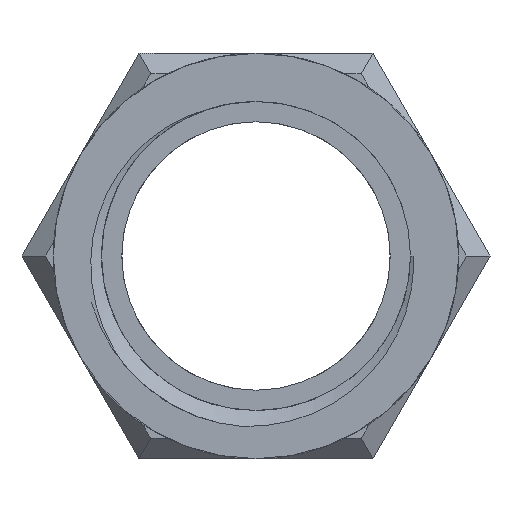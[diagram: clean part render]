
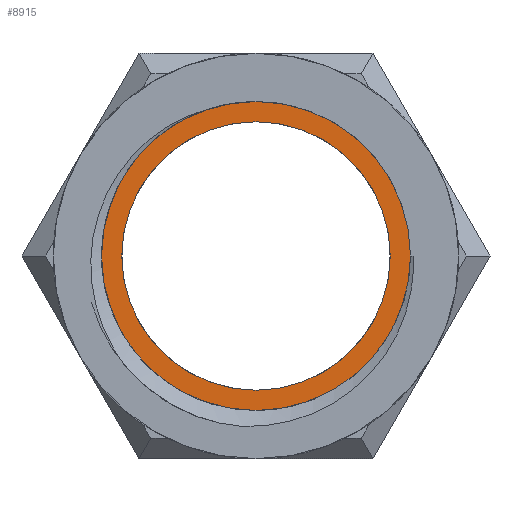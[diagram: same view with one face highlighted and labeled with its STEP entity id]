
A CAD part, front view. The second image highlights one B-rep face of the part: STEP entity #8915.
In plain terms, the highlighted planar face has unit normal (0, -1, 0).
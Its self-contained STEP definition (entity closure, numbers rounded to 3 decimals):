
#10 = EDGE_LOOP ( 'NONE', ( #3926, #4284 ) ) ;
#154 = CARTESIAN_POINT ( 'NONE',  ( 0., 33., -13.25 ) ) ;
#261 = AXIS2_PLACEMENT_3D ( 'NONE', #1917, #2679, #8147 ) ;
#1006 = FACE_BOUND ( 'NONE', #10, .T. ) ;
#1086 = CIRCLE ( 'NONE', #6616, 13.25 ) ;
#1917 = CARTESIAN_POINT ( 'NONE',  ( 0., 33., 0. ) ) ;
#2045 = VERTEX_POINT ( 'NONE', #154 ) ;
#2189 = CARTESIAN_POINT ( 'NONE',  ( 0., 33., 0. ) ) ;
#2241 = ORIENTED_EDGE ( 'NONE', *, *, #7061, .F. ) ;
#2315 = VERTEX_POINT ( 'NONE', #5129 ) ;
#2679 = DIRECTION ( 'NONE',  ( 0., 1., 0. ) ) ;
#2819 = CARTESIAN_POINT ( 'NONE',  ( 0., 33., -15.25 ) ) ;
#3039 = CIRCLE ( 'NONE', #3600, 13.25 ) ;
#3600 = AXIS2_PLACEMENT_3D ( 'NONE', #5016, #11295, #9724 ) ;
#3926 = ORIENTED_EDGE ( 'NONE', *, *, #4515, .T. ) ;
#3965 = DIRECTION ( 'NONE',  ( 0., 1., 0. ) ) ;
#4007 = EDGE_CURVE ( 'NONE', #2045, #9705, #1086, .T. ) ;
#4284 = ORIENTED_EDGE ( 'NONE', *, *, #4007, .T. ) ;
#4515 = EDGE_CURVE ( 'NONE', #9705, #2045, #3039, .T. ) ;
#5016 = CARTESIAN_POINT ( 'NONE',  ( 0., 33., 0. ) ) ;
#5129 = CARTESIAN_POINT ( 'NONE',  ( 0., 33., 15.25 ) ) ;
#5392 = EDGE_LOOP ( 'NONE', ( #2241, #7757 ) ) ;
#5840 = DIRECTION ( 'NONE',  ( 0., 0., 1. ) ) ;
#6088 = DIRECTION ( 'NONE',  ( 0., 1., 0. ) ) ;
#6616 = AXIS2_PLACEMENT_3D ( 'NONE', #2189, #8311, #5840 ) ;
#7061 = EDGE_CURVE ( 'NONE', #10733, #2315, #7709, .T. ) ;
#7269 = CIRCLE ( 'NONE', #11330, 15.25 ) ;
#7709 = CIRCLE ( 'NONE', #10483, 15.25 ) ;
#7757 = ORIENTED_EDGE ( 'NONE', *, *, #9021, .F. ) ;
#8147 = DIRECTION ( 'NONE',  ( 0., 0., 1. ) ) ;
#8179 = CARTESIAN_POINT ( 'NONE',  ( 0., 33., 0. ) ) ;
#8311 = DIRECTION ( 'NONE',  ( 0., 1., 0. ) ) ;
#8915 = ADVANCED_FACE ( 'NONE', ( #1006, #9837 ), #10653, .F. ) ;
#9021 = EDGE_CURVE ( 'NONE', #2315, #10733, #7269, .T. ) ;
#9165 = DIRECTION ( 'NONE',  ( 0., 0., 1. ) ) ;
#9329 = CARTESIAN_POINT ( 'NONE',  ( 0., 33., 13.25 ) ) ;
#9494 = CARTESIAN_POINT ( 'NONE',  ( 0., 33., 0. ) ) ;
#9550 = DIRECTION ( 'NONE',  ( 0., 0., 1. ) ) ;
#9705 = VERTEX_POINT ( 'NONE', #9329 ) ;
#9724 = DIRECTION ( 'NONE',  ( 0., 0., 1. ) ) ;
#9837 = FACE_OUTER_BOUND ( 'NONE', #5392, .T. ) ;
#10483 = AXIS2_PLACEMENT_3D ( 'NONE', #8179, #3965, #9165 ) ;
#10653 = PLANE ( 'NONE',  #261 ) ;
#10733 = VERTEX_POINT ( 'NONE', #2819 ) ;
#11295 = DIRECTION ( 'NONE',  ( 0., 1., 0. ) ) ;
#11330 = AXIS2_PLACEMENT_3D ( 'NONE', #9494, #6088, #9550 ) ;
